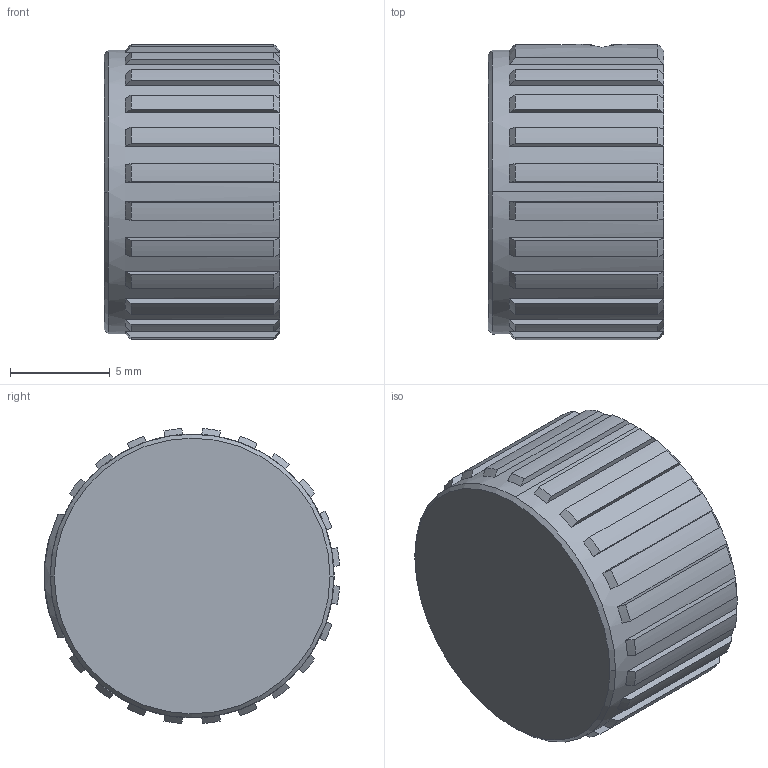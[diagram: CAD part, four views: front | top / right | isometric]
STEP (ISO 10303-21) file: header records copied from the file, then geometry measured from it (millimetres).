
FILE_DESCRIPTION(('Creo Elements/Direct Modeling STEP Export'),'2;1');
FILE_NAME('LF10WBR-C(WEB).stp','2017-07-18T11:42:25',(''),(''),'PTC Creo Elements/Direct Modeling STEP processor for AP214 (Solid Model)','PTC Creo Elements/Direct Modeling 19.0E 27-Jun-2016 (C) Parametric Technology GmbH','');
FILE_SCHEMA(('AUTOMOTIVE_DESIGN { 1 0 10303 214 1 1 1 1 }'));
Length unit declared in the file: millimetre
Products named in the file (2): LF10WBR-C
Assembly tree (1 placements, depth 2):
  LF10WBR-C
    LF10WBR-C
Bounding box: 8.8 x 14.78 x 14.76 mm (x, y, z)
Volume: 825.4 mm3; surface area: 999.7 mm2
Topology: 1 solids, 1 shells, 124 faces, 318 edges, 198 vertices
Faces by surface type: plane 55, cone 44, cylinder 25
Entity records: 4577 total; most frequent: CARTESIAN_POINT 1622, ORIENTED_EDGE 636, DIRECTION 552, EDGE_CURVE 318, AXIS2_PLACEMENT_3D 220, VERTEX_POINT 198, EDGE_LOOP 126, FACE_OUTER_BOUND 124
